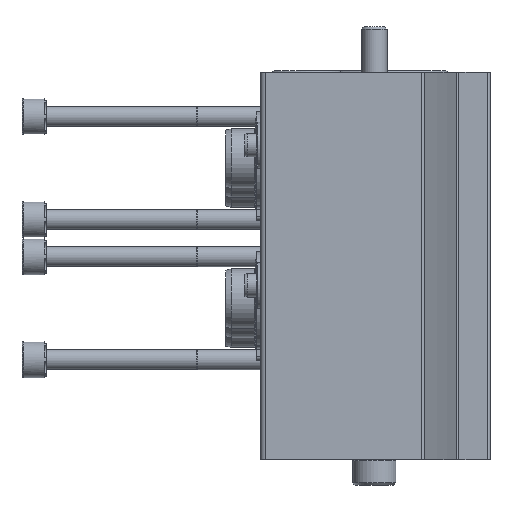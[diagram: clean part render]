
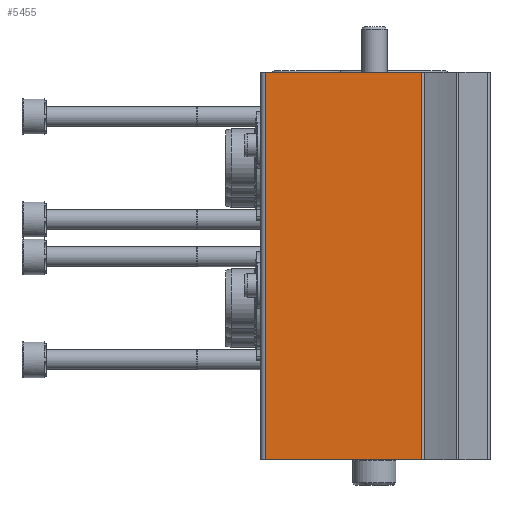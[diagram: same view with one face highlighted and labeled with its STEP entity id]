
A CAD part, left-side view. The second image highlights one B-rep face of the part: STEP entity #5455.
In plain terms, the highlighted planar face has unit normal (-1, 0, 0).
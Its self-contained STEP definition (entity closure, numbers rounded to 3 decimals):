
#175=PLANE('',#5906);
#715=ORIENTED_EDGE('',*,*,#2197,.F.);
#716=ORIENTED_EDGE('',*,*,#2196,.F.);
#717=ORIENTED_EDGE('',*,*,#2198,.T.);
#718=ORIENTED_EDGE('',*,*,#2199,.T.);
#2196=EDGE_CURVE('',#2937,#2935,#3455,.T.);
#2197=EDGE_CURVE('',#2935,#2938,#3456,.T.);
#2198=EDGE_CURVE('',#2937,#2939,#3457,.T.);
#2199=EDGE_CURVE('',#2939,#2938,#3458,.T.);
#2935=VERTEX_POINT('',#8536);
#2937=VERTEX_POINT('',#8540);
#2938=VERTEX_POINT('',#8544);
#2939=VERTEX_POINT('',#8546);
#3455=LINE('',#8541,#3867);
#3456=LINE('',#8543,#3868);
#3457=LINE('',#8545,#3869);
#3458=LINE('',#8547,#3870);
#3867=VECTOR('',#6614,1000.);
#3868=VECTOR('',#6617,1000.);
#3869=VECTOR('',#6618,1000.);
#3870=VECTOR('',#6619,1000.);
#4291=EDGE_LOOP('',(#715,#716,#717,#718));
#4820=FACE_BOUND('',#4291,.T.);
#5455=ADVANCED_FACE('',(#4820),#175,.T.);
#5906=AXIS2_PLACEMENT_3D('',#8542,#6615,#6616);
#6614=DIRECTION('',(0.,0.,1.));
#6615=DIRECTION('',(-1.,0.,0.));
#6616=DIRECTION('',(0.,0.,1.));
#6617=DIRECTION('',(0.,-1.,0.));
#6618=DIRECTION('',(0.,-1.,0.));
#6619=DIRECTION('',(0.,0.,1.));
#8536=CARTESIAN_POINT('',(-63.,44.,0.));
#8540=CARTESIAN_POINT('',(-63.,44.,-76.));
#8541=CARTESIAN_POINT('',(-63.,44.,-76.));
#8542=CARTESIAN_POINT('',(-63.,44.,-76.));
#8543=CARTESIAN_POINT('',(-63.,44.,0.));
#8544=CARTESIAN_POINT('',(-63.,13.354,0.));
#8545=CARTESIAN_POINT('',(-63.,44.,-76.));
#8546=CARTESIAN_POINT('',(-63.,13.354,-76.));
#8547=CARTESIAN_POINT('',(-63.,13.354,-76.));
